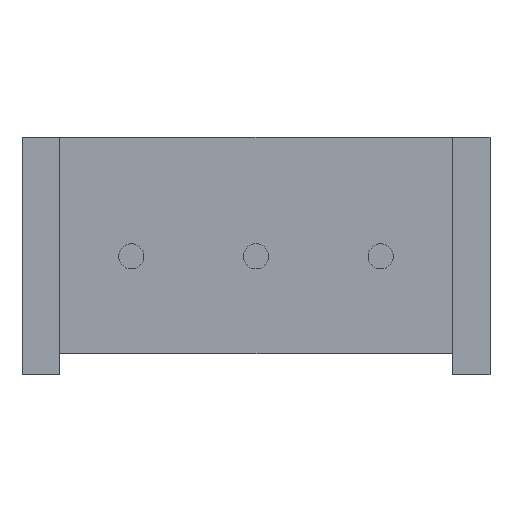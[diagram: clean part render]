
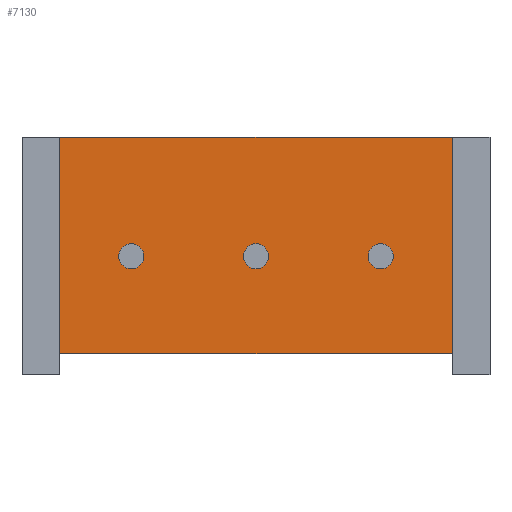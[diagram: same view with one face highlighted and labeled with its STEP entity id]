
A CAD part, front view. The second image highlights one B-rep face of the part: STEP entity #7130.
In plain terms, the highlighted planar face has unit normal (0, -1, 0).
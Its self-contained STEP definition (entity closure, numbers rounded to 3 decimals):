
#6808 = VERTEX_POINT ( 'NONE', #9394 ) ;
#6822 = VERTEX_POINT ( 'NONE', #9197 ) ;
#6826 = EDGE_CURVE ( 'NONE', #6834, #7014, #9331, .T. ) ;
#6834 = VERTEX_POINT ( 'NONE', #9307 ) ;
#6837 = EDGE_CURVE ( 'NONE', #6822, #6845, #9300, .T. ) ;
#6845 = VERTEX_POINT ( 'NONE', #9610 ) ;
#6848 = EDGE_CURVE ( 'NONE', #6808, #6849, #9476, .T. ) ;
#6849 = VERTEX_POINT ( 'NONE', #9645 ) ;
#7014 = VERTEX_POINT ( 'NONE', #10241 ) ;
#7077 = VERTEX_POINT ( 'NONE', #10275 ) ;
#7086 = EDGE_CURVE ( 'NONE', #7087, #7077, #10671, .T. ) ;
#7087 = VERTEX_POINT ( 'NONE', #10667 ) ;
#7108 = ORIENTED_EDGE ( 'NONE', *, *, #6848, .F. ) ;
#7121 = ORIENTED_EDGE ( 'NONE', *, *, #6826, .F. ) ;
#7130 = ADVANCED_FACE ( 'NONE', ( #10501, #10500, #10499, #10498 ), #10497, .F. ) ;
#7219 = ORIENTED_EDGE ( 'NONE', *, *, #7278, .F. ) ;
#7222 = EDGE_LOOP ( 'NONE', ( #7282, #7283, #7232, #7229 ) ) ;
#7223 = EDGE_CURVE ( 'NONE', #7224, #7077, #10755, .T. ) ;
#7224 = VERTEX_POINT ( 'NONE', #10751 ) ;
#7229 = ORIENTED_EDGE ( 'NONE', *, *, #7230, .T. ) ;
#7230 = EDGE_CURVE ( 'NONE', #7276, #7087, #10813, .T. ) ;
#7232 = ORIENTED_EDGE ( 'NONE', *, *, #7233, .F. ) ;
#7233 = EDGE_CURVE ( 'NONE', #7276, #7224, #10809, .T. ) ;
#7276 = VERTEX_POINT ( 'NONE', #10779 ) ;
#7277 = EDGE_LOOP ( 'NONE', ( #7219, #7121 ) ) ;
#7278 = EDGE_CURVE ( 'NONE', #7014, #6834, #10778, .T. ) ;
#7279 = ORIENTED_EDGE ( 'NONE', *, *, #6837, .F. ) ;
#7280 = EDGE_LOOP ( 'NONE', ( #7286, #7108 ) ) ;
#7281 = EDGE_LOOP ( 'NONE', ( #7284, #7279 ) ) ;
#7282 = ORIENTED_EDGE ( 'NONE', *, *, #7086, .T. ) ;
#7283 = ORIENTED_EDGE ( 'NONE', *, *, #7223, .F. ) ;
#7284 = ORIENTED_EDGE ( 'NONE', *, *, #7285, .F. ) ;
#7285 = EDGE_CURVE ( 'NONE', #6845, #6822, #10906, .T. ) ;
#7286 = ORIENTED_EDGE ( 'NONE', *, *, #7287, .F. ) ;
#7287 = EDGE_CURVE ( 'NONE', #6849, #6808, #10902, .T. ) ;
#9197 = CARTESIAN_POINT ( 'NONE',  ( 2.54, 0.5, 1.725 ) ) ;
#9296 = DIRECTION ( 'NONE',  ( 0., 0., 1. ) ) ;
#9297 = DIRECTION ( 'NONE',  ( 0., -1., 0. ) ) ;
#9298 = CARTESIAN_POINT ( 'NONE',  ( 2.54, 0.5, 1.98 ) ) ;
#9299 = AXIS2_PLACEMENT_3D ( 'NONE', #9298, #9297, #9296 ) ;
#9300 = CIRCLE ( 'NONE', #9299, 0.255 ) ;
#9307 = CARTESIAN_POINT ( 'NONE',  ( 0., 0.5, 1.725 ) ) ;
#9327 = DIRECTION ( 'NONE',  ( 0., 0., 1. ) ) ;
#9328 = DIRECTION ( 'NONE',  ( 0., -1., 0. ) ) ;
#9329 = CARTESIAN_POINT ( 'NONE',  ( 0., 0.5, 1.98 ) ) ;
#9330 = AXIS2_PLACEMENT_3D ( 'NONE', #9329, #9328, #9327 ) ;
#9331 = CIRCLE ( 'NONE', #9330, 0.255 ) ;
#9394 = CARTESIAN_POINT ( 'NONE',  ( -2.54, 0.5, 1.725 ) ) ;
#9474 = CARTESIAN_POINT ( 'NONE',  ( -2.54, 0.5, 1.98 ) ) ;
#9475 = AXIS2_PLACEMENT_3D ( 'NONE', #9474, #9647, #9646 ) ;
#9476 = CIRCLE ( 'NONE', #9475, 0.255 ) ;
#9610 = CARTESIAN_POINT ( 'NONE',  ( 2.54, 0.5, 2.235 ) ) ;
#9645 = CARTESIAN_POINT ( 'NONE',  ( -2.54, 0.5, 2.235 ) ) ;
#9646 = DIRECTION ( 'NONE',  ( 0., 0., 1. ) ) ;
#9647 = DIRECTION ( 'NONE',  ( 0., -1., 0. ) ) ;
#10241 = CARTESIAN_POINT ( 'NONE',  ( 0., 0.5, 2.235 ) ) ;
#10275 = CARTESIAN_POINT ( 'NONE',  ( -4., 0.5, 4.4 ) ) ;
#10493 = DIRECTION ( 'NONE',  ( 0., 0., 1. ) ) ;
#10494 = DIRECTION ( 'NONE',  ( 0., 1., 0. ) ) ;
#10495 = CARTESIAN_POINT ( 'NONE',  ( -4., 0.5, 0. ) ) ;
#10496 = AXIS2_PLACEMENT_3D ( 'NONE', #10495, #10494, #10493 ) ;
#10497 = PLANE ( 'NONE',  #10496 ) ;
#10498 = FACE_BOUND ( 'NONE', #7280, .T. ) ;
#10499 = FACE_BOUND ( 'NONE', #7281, .T. ) ;
#10500 = FACE_OUTER_BOUND ( 'NONE', #7222, .T. ) ;
#10501 = FACE_BOUND ( 'NONE', #7277, .T. ) ;
#10667 = CARTESIAN_POINT ( 'NONE',  ( 4., 0.5, 4.4 ) ) ;
#10668 = DIRECTION ( 'NONE',  ( -1., 0., 0. ) ) ;
#10669 = VECTOR ( 'NONE', #10668, 1000. ) ;
#10670 = CARTESIAN_POINT ( 'NONE',  ( -4., 0.5, 4.4 ) ) ;
#10671 = LINE ( 'NONE', #10670, #10669 ) ;
#10751 = CARTESIAN_POINT ( 'NONE',  ( -4., 0.5, 0. ) ) ;
#10752 = DIRECTION ( 'NONE',  ( 0., 0., 1. ) ) ;
#10753 = VECTOR ( 'NONE', #10752, 1000. ) ;
#10754 = CARTESIAN_POINT ( 'NONE',  ( -4., 0.5, 0. ) ) ;
#10755 = LINE ( 'NONE', #10754, #10753 ) ;
#10778 = CIRCLE ( 'NONE', #10910, 0.255 ) ;
#10779 = CARTESIAN_POINT ( 'NONE',  ( 4., 0.5, 0. ) ) ;
#10806 = DIRECTION ( 'NONE',  ( -1., 0., 0. ) ) ;
#10807 = VECTOR ( 'NONE', #10806, 1000. ) ;
#10808 = CARTESIAN_POINT ( 'NONE',  ( -4., 0.5, 0. ) ) ;
#10809 = LINE ( 'NONE', #10808, #10807 ) ;
#10810 = DIRECTION ( 'NONE',  ( 0., 0., 1. ) ) ;
#10811 = VECTOR ( 'NONE', #10810, 1000. ) ;
#10812 = CARTESIAN_POINT ( 'NONE',  ( 4., 0.5, 0. ) ) ;
#10813 = LINE ( 'NONE', #10812, #10811 ) ;
#10898 = DIRECTION ( 'NONE',  ( 0., 0., 1. ) ) ;
#10899 = DIRECTION ( 'NONE',  ( 0., -1., 0. ) ) ;
#10900 = CARTESIAN_POINT ( 'NONE',  ( -2.54, 0.5, 1.98 ) ) ;
#10901 = AXIS2_PLACEMENT_3D ( 'NONE', #10900, #10899, #10898 ) ;
#10902 = CIRCLE ( 'NONE', #10901, 0.255 ) ;
#10903 = DIRECTION ( 'NONE',  ( 0., 0., 1. ) ) ;
#10904 = DIRECTION ( 'NONE',  ( 0., -1., 0. ) ) ;
#10905 = AXIS2_PLACEMENT_3D ( 'NONE', #10911, #10904, #10903 ) ;
#10906 = CIRCLE ( 'NONE', #10905, 0.255 ) ;
#10907 = DIRECTION ( 'NONE',  ( 0., 0., 1. ) ) ;
#10908 = DIRECTION ( 'NONE',  ( 0., -1., 0. ) ) ;
#10909 = CARTESIAN_POINT ( 'NONE',  ( 0., 0.5, 1.98 ) ) ;
#10910 = AXIS2_PLACEMENT_3D ( 'NONE', #10909, #10908, #10907 ) ;
#10911 = CARTESIAN_POINT ( 'NONE',  ( 2.54, 0.5, 1.98 ) ) ;
